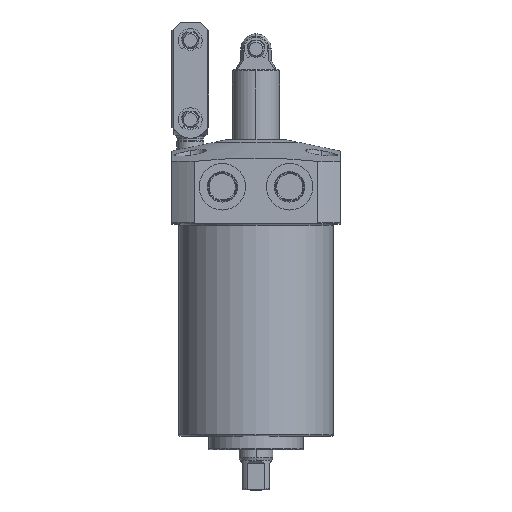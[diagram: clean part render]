
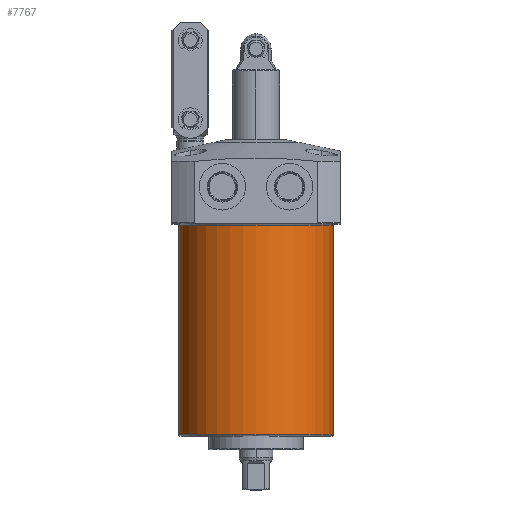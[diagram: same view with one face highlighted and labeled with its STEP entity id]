
A CAD part, top view. The second image highlights one B-rep face of the part: STEP entity #7767.
In plain terms, the highlighted cylindrical face has radius 23 mm (diameter 46 mm), a partial arc.
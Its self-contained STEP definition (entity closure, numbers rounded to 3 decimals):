
#318 = CARTESIAN_POINT ( 'NONE',  ( 23., -86.8, 0. ) ) ;
#602 = CYLINDRICAL_SURFACE ( 'NONE', #603, 23. ) ;
#603 = AXIS2_PLACEMENT_3D ( 'NONE', #3304, #3305, #3306 ) ;
#616 = FACE_OUTER_BOUND ( 'NONE', #962, .T. ) ;
#962 = EDGE_LOOP ( 'NONE', ( #2825, #2827, #2826, #2828 ) ) ;
#2275 = CIRCLE ( 'NONE', #9552, 23. ) ;
#2276 = CIRCLE ( 'NONE', #9555, 23. ) ;
#2689 = VERTEX_POINT ( 'NONE', #318 ) ;
#2825 = ORIENTED_EDGE ( 'NONE', *, *, #8144, .T. ) ;
#2826 = ORIENTED_EDGE ( 'NONE', *, *, #8143, .F. ) ;
#2827 = ORIENTED_EDGE ( 'NONE', *, *, #8145, .T. ) ;
#2828 = ORIENTED_EDGE ( 'NONE', *, *, #8142, .F. ) ;
#3304 = CARTESIAN_POINT ( 'NONE',  ( 0., 0., 0. ) ) ;
#3305 = DIRECTION ( 'NONE',  ( 0., 1., 0. ) ) ;
#3306 = DIRECTION ( 'NONE',  ( -1., 0., 0. ) ) ;
#4336 = CARTESIAN_POINT ( 'NONE',  ( 23., -24.6, 0. ) ) ;
#4337 = CARTESIAN_POINT ( 'NONE',  ( -23., -24.6, 0. ) ) ;
#4338 = CARTESIAN_POINT ( 'NONE',  ( -23., -86.8, 0. ) ) ;
#5692 = VERTEX_POINT ( 'NONE', #4336 ) ;
#5693 = VERTEX_POINT ( 'NONE', #4337 ) ;
#5694 = VERTEX_POINT ( 'NONE', #4338 ) ;
#7767 = ADVANCED_FACE ( 'NONE', ( #616 ), #602, .T. ) ;
#8142 = EDGE_CURVE ( 'NONE', #5694, #5693, #8709, .T. ) ;
#8143 = EDGE_CURVE ( 'NONE', #5693, #5692, #2275, .T. ) ;
#8144 = EDGE_CURVE ( 'NONE', #5694, #2689, #2276, .T. ) ;
#8145 = EDGE_CURVE ( 'NONE', #2689, #5692, #8718, .T. ) ;
#8708 = CARTESIAN_POINT ( 'NONE',  ( 0., -24.6, 0. ) ) ;
#8709 = LINE ( 'NONE', #8710, #9554 ) ;
#8710 = CARTESIAN_POINT ( 'NONE',  ( -23., 0., 0. ) ) ;
#8711 = DIRECTION ( 'NONE',  ( 0., 1., 0. ) ) ;
#8712 = DIRECTION ( 'NONE',  ( 0., 1., 0. ) ) ;
#8713 = DIRECTION ( 'NONE',  ( -1., 0., 0. ) ) ;
#8714 = CARTESIAN_POINT ( 'NONE',  ( 0., -86.8, 0. ) ) ;
#8715 = DIRECTION ( 'NONE',  ( 0., 1., 0. ) ) ;
#8716 = DIRECTION ( 'NONE',  ( -1., 0., 0. ) ) ;
#8718 = LINE ( 'NONE', #8719, #9557 ) ;
#8719 = CARTESIAN_POINT ( 'NONE',  ( 23., 0., 0. ) ) ;
#8720 = DIRECTION ( 'NONE',  ( 0., 1., 0. ) ) ;
#9552 = AXIS2_PLACEMENT_3D ( 'NONE', #8708, #8712, #8713 ) ;
#9554 = VECTOR ( 'NONE', #8711, 1000. ) ;
#9555 = AXIS2_PLACEMENT_3D ( 'NONE', #8714, #8715, #8716 ) ;
#9557 = VECTOR ( 'NONE', #8720, 1000. ) ;
